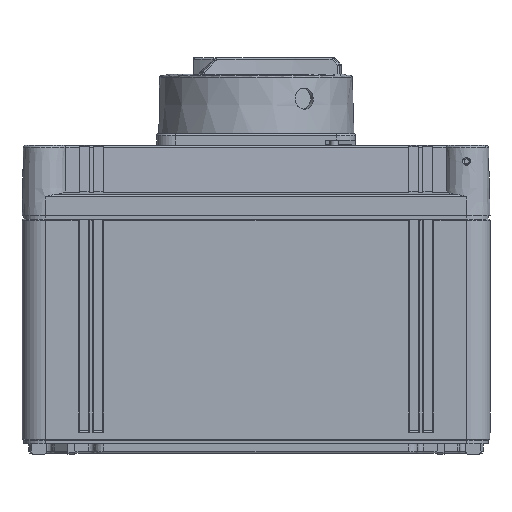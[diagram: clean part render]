
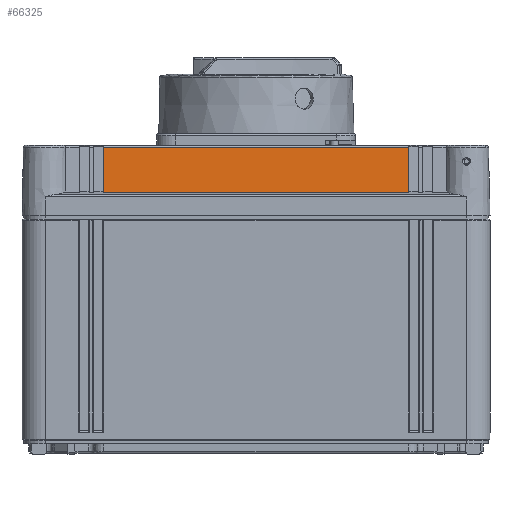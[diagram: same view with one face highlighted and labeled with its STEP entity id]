
A CAD part, front view. The second image highlights one B-rep face of the part: STEP entity #66325.
In plain terms, the highlighted planar face has unit normal (0, -0.999, 0.052).
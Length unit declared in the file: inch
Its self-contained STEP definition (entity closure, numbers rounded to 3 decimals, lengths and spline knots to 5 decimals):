
#4664 = DIRECTION ( 'NONE',  ( 1., 0., 0. ) ) ;
#8670 = DIRECTION ( 'NONE',  ( 0., 0.052, 0.999 ) ) ;
#10263 = CARTESIAN_POINT ( 'NONE',  ( -3.32613, -3.69291, 1.1811 ) ) ;
#13612 = ORIENTED_EDGE ( 'NONE', *, *, #16993, .F. ) ;
#14597 = VERTEX_POINT ( 'NONE', #86133 ) ;
#14652 = ORIENTED_EDGE ( 'NONE', *, *, #35043, .T. ) ;
#16599 = AXIS2_PLACEMENT_3D ( 'NONE', #10263, #75024, #8670 ) ;
#16993 = EDGE_CURVE ( 'NONE', #90208, #14597, #52929, .T. ) ;
#19714 = LINE ( 'NONE', #61981, #27140 ) ;
#20125 = VECTOR ( 'NONE', #64888, 39.37008 ) ;
#20479 = EDGE_CURVE ( 'NONE', #52718, #90208, #23762, .T. ) ;
#23762 = LINE ( 'NONE', #65991, #27330 ) ;
#25254 = CARTESIAN_POINT ( 'NONE',  ( -2.57268, -3.73397, 0.39764 ) ) ;
#26799 = EDGE_LOOP ( 'NONE', ( #13612, #49500, #38261, #14652 ) ) ;
#27140 = VECTOR ( 'NONE', #4664, 39.37008 ) ;
#27330 = VECTOR ( 'NONE', #81522, 39.37008 ) ;
#35043 = EDGE_CURVE ( 'NONE', #54188, #14597, #19714, .T. ) ;
#38261 = ORIENTED_EDGE ( 'NONE', *, *, #104197, .F. ) ;
#45468 = DIRECTION ( 'NONE',  ( 0., -0.052, -0.999 ) ) ;
#46004 = CARTESIAN_POINT ( 'NONE',  ( 2.57268, -3.69291, 1.1811 ) ) ;
#49500 = ORIENTED_EDGE ( 'NONE', *, *, #20479, .F. ) ;
#52718 = VERTEX_POINT ( 'NONE', #67497 ) ;
#52929 = LINE ( 'NONE', #46004, #66266 ) ;
#54188 = VERTEX_POINT ( 'NONE', #25254 ) ;
#61981 = CARTESIAN_POINT ( 'NONE',  ( 3.6903, -3.73397, 0.39764 ) ) ;
#62808 = PLANE ( 'NONE',  #16599 ) ;
#64888 = DIRECTION ( 'NONE',  ( 0., 0.052, 0.999 ) ) ;
#64920 = FACE_OUTER_BOUND ( 'NONE', #26799, .T. ) ;
#65991 = CARTESIAN_POINT ( 'NONE',  ( -3.32613, -3.69487, 1.14379 ) ) ;
#66266 = VECTOR ( 'NONE', #45468, 39.37008 ) ;
#66325 = ADVANCED_FACE ( 'NONE', ( #64920 ), #62808, .F. ) ;
#67497 = CARTESIAN_POINT ( 'NONE',  ( -2.57268, -3.69487, 1.14379 ) ) ;
#75024 = DIRECTION ( 'NONE',  ( 0., 0.999, -0.052 ) ) ;
#75906 = CARTESIAN_POINT ( 'NONE',  ( 2.57268, -3.69487, 1.14379 ) ) ;
#81522 = DIRECTION ( 'NONE',  ( 1., 0., 0. ) ) ;
#86133 = CARTESIAN_POINT ( 'NONE',  ( 2.57268, -3.73397, 0.39764 ) ) ;
#90038 = LINE ( 'NONE', #105669, #20125 ) ;
#90208 = VERTEX_POINT ( 'NONE', #75906 ) ;
#104197 = EDGE_CURVE ( 'NONE', #54188, #52718, #90038, .T. ) ;
#105669 = CARTESIAN_POINT ( 'NONE',  ( -2.57268, -3.69291, 1.1811 ) ) ;
